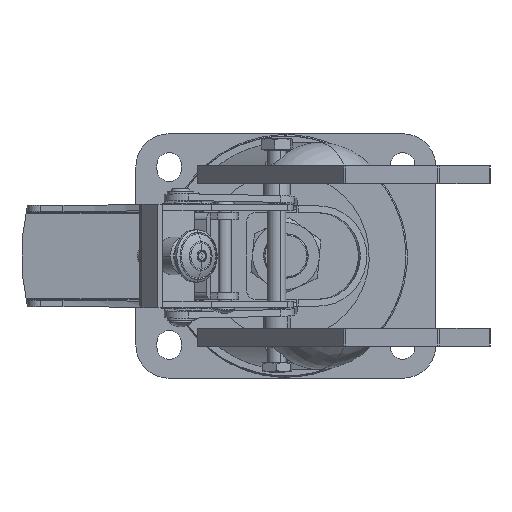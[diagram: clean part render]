
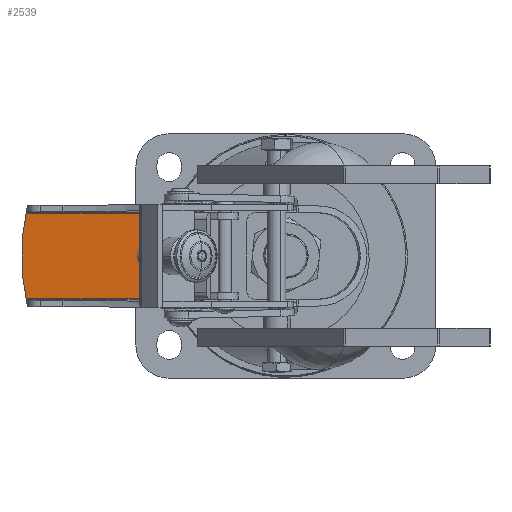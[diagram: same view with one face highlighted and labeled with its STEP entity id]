
A CAD part, front view. The second image highlights one B-rep face of the part: STEP entity #2539.
In plain terms, the highlighted planar face has unit normal (-0.106, -0.994, 0).
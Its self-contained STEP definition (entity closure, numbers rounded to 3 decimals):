
#254 = DIRECTION ( 'NONE',  ( 0.994, -0.106, 0. ) ) ;
#2539 = ADVANCED_FACE ( 'NONE', ( #35111 ), #11871, .F. ) ;
#2560 = CIRCLE ( 'NONE', #12895, 93.542 ) ;
#4709 = LINE ( 'NONE', #18617, #33477 ) ;
#5290 = DIRECTION ( 'NONE',  ( 0., 0., -1. ) ) ;
#5353 = EDGE_CURVE ( 'NONE', #27793, #10419, #32586, .T. ) ;
#5681 = CARTESIAN_POINT ( 'NONE',  ( -116.474, -43.463, -21.482 ) ) ;
#6308 = AXIS2_PLACEMENT_3D ( 'NONE', #34926, #23299, #17411 ) ;
#8158 = LINE ( 'NONE', #36923, #28522 ) ;
#8987 = DIRECTION ( 'NONE',  ( 0., 0., 1. ) ) ;
#10419 = VERTEX_POINT ( 'NONE', #36203 ) ;
#11313 = LINE ( 'NONE', #33992, #32728 ) ;
#11871 = PLANE ( 'NONE',  #6308 ) ;
#12406 = VECTOR ( 'NONE', #8987, 1000. ) ;
#12895 = AXIS2_PLACEMENT_3D ( 'NONE', #17969, #23497, #254 ) ;
#13121 = ORIENTED_EDGE ( 'NONE', *, *, #5353, .T. ) ;
#14083 = VECTOR ( 'NONE', #34700, 1000. ) ;
#15088 = CARTESIAN_POINT ( 'NONE',  ( -49.352, -50.598, -23.5 ) ) ;
#15404 = ORIENTED_EDGE ( 'NONE', *, *, #37117, .F. ) ;
#17331 = CARTESIAN_POINT ( 'NONE',  ( -49.352, -50.598, -19.175 ) ) ;
#17411 = DIRECTION ( 'NONE',  ( -0.994, 0.106, 0. ) ) ;
#17969 = CARTESIAN_POINT ( 'NONE',  ( -25.942, -53.086, 0. ) ) ;
#18617 = CARTESIAN_POINT ( 'NONE',  ( -118.96, -43.199, -19.175 ) ) ;
#20233 = LINE ( 'NONE', #35064, #14083 ) ;
#22559 = DIRECTION ( 'NONE',  ( 0.994, -0.106, 0. ) ) ;
#23008 = CARTESIAN_POINT ( 'NONE',  ( -116.474, -43.463, 21.482 ) ) ;
#23299 = DIRECTION ( 'NONE',  ( 0.106, 0.994, 0. ) ) ;
#23497 = DIRECTION ( 'NONE',  ( 0.106, 0.994, 0. ) ) ;
#24476 = ORIENTED_EDGE ( 'NONE', *, *, #35420, .F. ) ;
#24796 = CARTESIAN_POINT ( 'NONE',  ( -116.474, -43.463, 19.175 ) ) ;
#27361 = DIRECTION ( 'NONE',  ( -0.994, 0.106, 0. ) ) ;
#27793 = VERTEX_POINT ( 'NONE', #17331 ) ;
#28522 = VECTOR ( 'NONE', #5290, 1000. ) ;
#29137 = VERTEX_POINT ( 'NONE', #24796 ) ;
#31689 = ORIENTED_EDGE ( 'NONE', *, *, #35984, .F. ) ;
#32580 = EDGE_CURVE ( 'NONE', #29137, #10419, #11313, .T. ) ;
#32582 = EDGE_LOOP ( 'NONE', ( #34760, #24476, #13121, #33640, #31689, #15404 ) ) ;
#32586 = LINE ( 'NONE', #15088, #12406 ) ;
#32728 = VECTOR ( 'NONE', #22559, 1000. ) ;
#33477 = VECTOR ( 'NONE', #27361, 1000. ) ;
#33640 = ORIENTED_EDGE ( 'NONE', *, *, #32580, .F. ) ;
#33992 = CARTESIAN_POINT ( 'NONE',  ( -118.96, -43.199, 19.175 ) ) ;
#34149 = VERTEX_POINT ( 'NONE', #23008 ) ;
#34175 = EDGE_CURVE ( 'NONE', #35367, #36335, #8158, .T. ) ;
#34700 = DIRECTION ( 'NONE',  ( 0., 0., -1. ) ) ;
#34760 = ORIENTED_EDGE ( 'NONE', *, *, #34175, .F. ) ;
#34926 = CARTESIAN_POINT ( 'NONE',  ( -118.96, -43.199, 23.5 ) ) ;
#35064 = CARTESIAN_POINT ( 'NONE',  ( -116.474, -43.463, 23.5 ) ) ;
#35111 = FACE_OUTER_BOUND ( 'NONE', #32582, .T. ) ;
#35367 = VERTEX_POINT ( 'NONE', #35580 ) ;
#35420 = EDGE_CURVE ( 'NONE', #27793, #35367, #4709, .T. ) ;
#35580 = CARTESIAN_POINT ( 'NONE',  ( -116.474, -43.463, -19.175 ) ) ;
#35984 = EDGE_CURVE ( 'NONE', #34149, #29137, #20233, .T. ) ;
#36203 = CARTESIAN_POINT ( 'NONE',  ( -49.352, -50.598, 19.175 ) ) ;
#36335 = VERTEX_POINT ( 'NONE', #5681 ) ;
#36923 = CARTESIAN_POINT ( 'NONE',  ( -116.474, -43.463, 23.5 ) ) ;
#37117 = EDGE_CURVE ( 'NONE', #36335, #34149, #2560, .T. ) ;
